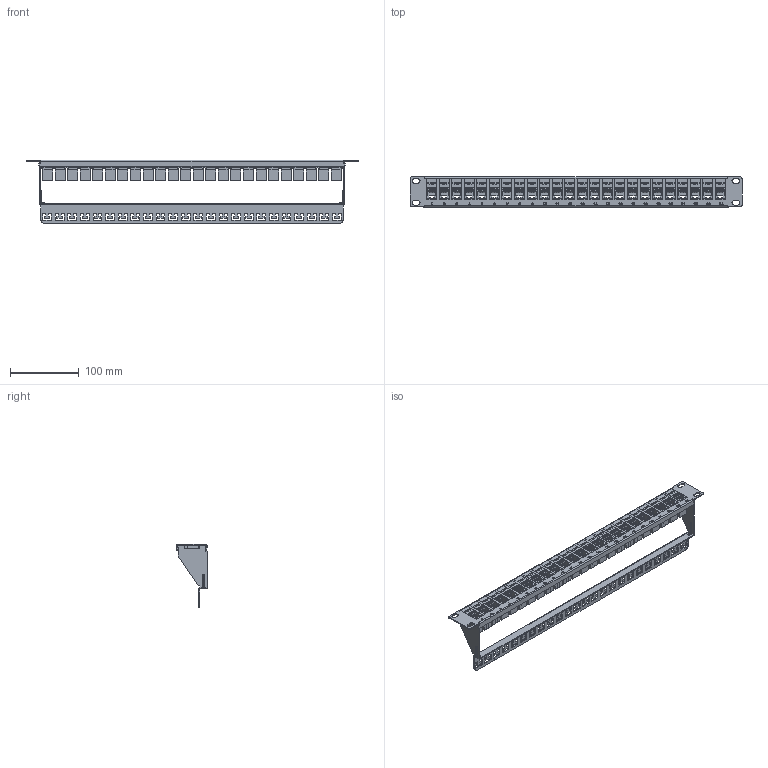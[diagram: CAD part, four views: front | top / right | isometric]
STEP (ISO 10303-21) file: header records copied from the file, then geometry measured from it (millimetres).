
FILE_DESCRIPTION (( 'STEP AP214' ), '1' );
FILE_NAME ('PR175-C5E-24-CM.STEP', '2019-04-19T12:39:28', ( '' ), ( '' ), 'SwSTEP 2.0', 'SolidWorks 2018', '' );
FILE_SCHEMA (( 'AUTOMOTIVE_DESIGN' ));
Length unit declared in the file: inch
Products named in the file (5): PR175-24KS-CM_MA2; PR175-C5E-24-CM; PR175-24KS-CM_MA1; PR175-24KS-CM; TDG1026KC5_no label
Assembly tree (27 placements, depth 3):
  PR175-C5E-24-CM
    PR175-24KS-CM
      PR175-24KS-CM_MA1
      PR175-24KS-CM_MA2
    TDG1026KC5_no label  x24
Bounding box: 482.6 x 43.82 x 92.46 mm (x, y, z)
Volume: 213066.5 mm3; surface area: 227453.1 mm2
Topology: 50 solids, 50 shells, 9317 faces, 25633 edges, 16940 vertices
Faces by surface type: plane 6326, bspline 2467, cylinder 384, torus 132, sphere 8
Entity records: 128219 total; most frequent: CARTESIAN_POINT 52140, ORIENTED_EDGE 14074, DIRECTION 10026, EDGE_CURVE 7037, LINE 5506, VECTOR 5506, VERTEX_POINT 4612, EDGE_LOOP 2957
